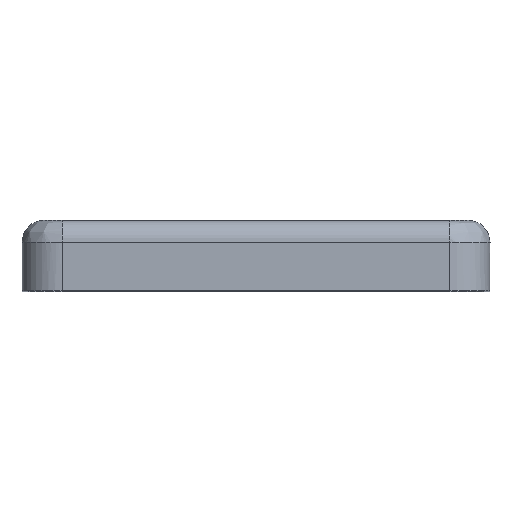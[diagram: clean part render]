
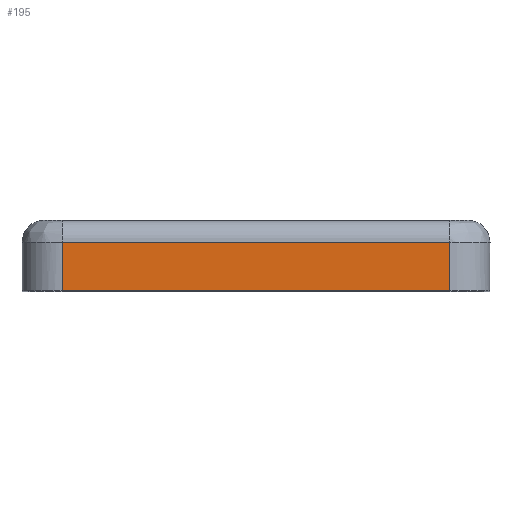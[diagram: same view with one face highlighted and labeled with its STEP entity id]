
A CAD part, top view. The second image highlights one B-rep face of the part: STEP entity #195.
In plain terms, the highlighted planar face has unit normal (0, 0, 1).
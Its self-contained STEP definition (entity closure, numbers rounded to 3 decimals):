
#195 = ADVANCED_FACE( 'NONE', ( #409 ), #410, .T. );
#409 = FACE_OUTER_BOUND( '', #700, .T. );
#410 = PLANE( '', #701 );
#700 = EDGE_LOOP( '', ( #1279, #1280, #1281, #1282 ) );
#701 = AXIS2_PLACEMENT_3D( '', #1283, #1284, #1285 );
#1279 = ORIENTED_EDGE( '', *, *, #1552, .T. );
#1280 = ORIENTED_EDGE( '', *, *, #1645, .F. );
#1281 = ORIENTED_EDGE( '', *, *, #1614, .F. );
#1282 = ORIENTED_EDGE( '', *, *, #1654, .T. );
#1283 = CARTESIAN_POINT( '', ( -9.65, 0., 17.25 ) );
#1284 = DIRECTION( '', ( 0., 0., 1. ) );
#1285 = DIRECTION( '', ( 1., 0., 0. ) );
#1552 = EDGE_CURVE( 'NONE', #1900, #1901, #1902, .T. );
#1614 = EDGE_CURVE( 'NONE', #1975, #1984, #1985, .T. );
#1645 = EDGE_CURVE( 'NONE', #1984, #1901, #2016, .T. );
#1654 = EDGE_CURVE( 'NONE', #1975, #1900, #2027, .T. );
#1900 = VERTEX_POINT( 'NONE', #2393 );
#1901 = VERTEX_POINT( 'NONE', #2394 );
#1902 = LINE( '', #2395, #2396 );
#1975 = VERTEX_POINT( 'NONE', #2494 );
#1984 = VERTEX_POINT( 'NONE', #2517 );
#1985 = LINE( '', #2518, #2519 );
#2016 = LINE( '', #2572, #2573 );
#2027 = LINE( '', #2588, #2589 );
#2393 = CARTESIAN_POINT( '', ( -9.65, -3.5, 17.25 ) );
#2394 = CARTESIAN_POINT( '', ( 9.65, -3.5, 17.25 ) );
#2395 = CARTESIAN_POINT( '', ( -9.65, -3.5, 17.25 ) );
#2396 = VECTOR( '', #2837, 1000. );
#2494 = CARTESIAN_POINT( '', ( -9.65, -1.1, 17.25 ) );
#2517 = CARTESIAN_POINT( '', ( 9.65, -1.1, 17.25 ) );
#2518 = CARTESIAN_POINT( '', ( -9.65, -1.1, 17.25 ) );
#2519 = VECTOR( '', #2921, 1000. );
#2572 = CARTESIAN_POINT( '', ( 9.65, 0., 17.25 ) );
#2573 = VECTOR( '', #2952, 1000. );
#2588 = CARTESIAN_POINT( '', ( -9.65, 0., 17.25 ) );
#2589 = VECTOR( '', #2960, 1000. );
#2837 = DIRECTION( '', ( 1., 0., 0. ) );
#2921 = DIRECTION( '', ( 1., 0., 0. ) );
#2952 = DIRECTION( '', ( 0., -1., 0. ) );
#2960 = DIRECTION( '', ( 0., -1., 0. ) );
